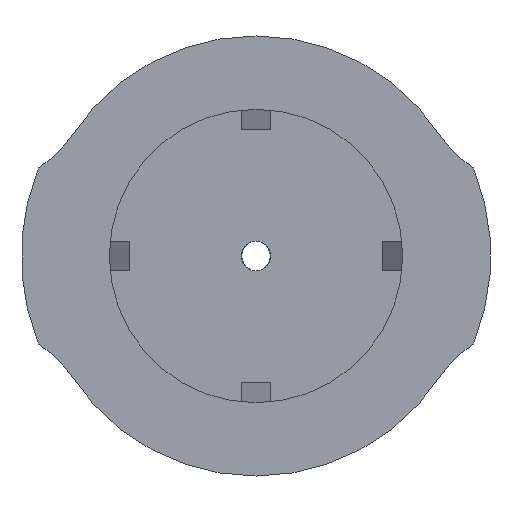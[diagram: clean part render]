
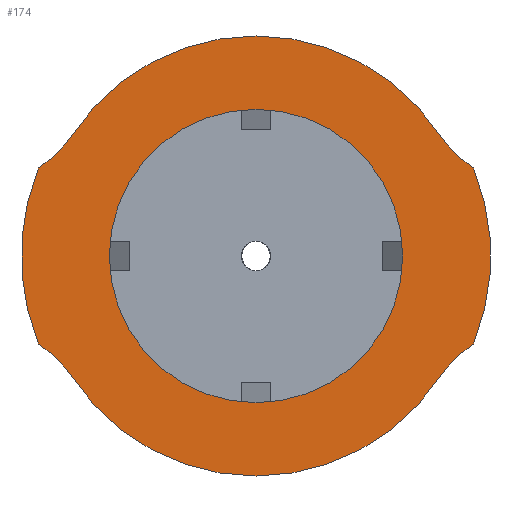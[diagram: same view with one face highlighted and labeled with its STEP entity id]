
A CAD part, front view. The second image highlights one B-rep face of the part: STEP entity #174.
In plain terms, the highlighted planar face has unit normal (0, -1, 0).
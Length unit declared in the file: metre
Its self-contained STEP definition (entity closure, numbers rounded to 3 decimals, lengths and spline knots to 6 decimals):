
#174 = ADVANCED_FACE( '', ( #391, #392 ), #393, .T. );
#391 = FACE_OUTER_BOUND( '', #651, .T. );
#392 = FACE_BOUND( '', #652, .T. );
#393 = PLANE( '', #653 );
#651 = EDGE_LOOP( '', ( #1095, #1096, #1097, #1098, #1099, #1100, #1101, #1102 ) );
#652 = EDGE_LOOP( '', ( #1103 ) );
#653 = AXIS2_PLACEMENT_3D( '', #1104, #1105, #1106 );
#1095 = ORIENTED_EDGE( '', *, *, #1598, .T. );
#1096 = ORIENTED_EDGE( '', *, *, #1666, .T. );
#1097 = ORIENTED_EDGE( '', *, *, #1667, .T. );
#1098 = ORIENTED_EDGE( '', *, *, #1600, .T. );
#1099 = ORIENTED_EDGE( '', *, *, #1668, .T. );
#1100 = ORIENTED_EDGE( '', *, *, #1669, .T. );
#1101 = ORIENTED_EDGE( '', *, *, #1670, .T. );
#1102 = ORIENTED_EDGE( '', *, *, #1574, .T. );
#1103 = ORIENTED_EDGE( '', *, *, #1671, .F. );
#1104 = CARTESIAN_POINT( '', ( 0., -0.005, -0.000384 ) );
#1105 = DIRECTION( '', ( 0., -1., 0. ) );
#1106 = DIRECTION( '', ( 1., 0., 0. ) );
#1574 = EDGE_CURVE( '', #1899, #1900, #1901, .F. );
#1598 = EDGE_CURVE( '', #1900, #1938, #1940, .T. );
#1600 = EDGE_CURVE( '', #1942, #1943, #1944, .F. );
#1666 = EDGE_CURVE( '', #1938, #2043, #2044, .F. );
#1667 = EDGE_CURVE( '', #2043, #1942, #2045, .T. );
#1668 = EDGE_CURVE( '', #1943, #2046, #2047, .T. );
#1669 = EDGE_CURVE( '', #2046, #2048, #2049, .F. );
#1670 = EDGE_CURVE( '', #2048, #1899, #2050, .T. );
#1671 = EDGE_CURVE( '', #2051, #2051, #2052, .T. );
#1899 = VERTEX_POINT( '', #2358 );
#1900 = VERTEX_POINT( '', #2359 );
#1901 = CIRCLE( '', #2360, 0.002 );
#1938 = VERTEX_POINT( '', #2410 );
#1940 = CIRCLE( '', #2413, 0.004 );
#1942 = VERTEX_POINT( '', #2415 );
#1943 = VERTEX_POINT( '', #2416 );
#1944 = CIRCLE( '', #2417, 0.002 );
#2043 = VERTEX_POINT( '', #2571 );
#2044 = CIRCLE( '', #2572, 0.002 );
#2045 = CIRCLE( '', #2573, 0.00375 );
#2046 = VERTEX_POINT( '', #2574 );
#2047 = CIRCLE( '', #2575, 0.004 );
#2048 = VERTEX_POINT( '', #2576 );
#2049 = CIRCLE( '', #2577, 0.002 );
#2050 = CIRCLE( '', #2578, 0.00375 );
#2051 = VERTEX_POINT( '', #2579 );
#2052 = CIRCLE( '', #2580, 0.0025 );
#2358 = CARTESIAN_POINT( '', ( -0.003123, -0.005, 0.002076 ) );
#2359 = CARTESIAN_POINT( '', ( -0.003708, -0.005, 0.0015 ) );
#2360 = AXIS2_PLACEMENT_3D( '', #2839, #2840, #2841 );
#2410 = CARTESIAN_POINT( '', ( -0.003708, -0.005, -0.0015 ) );
#2413 = AXIS2_PLACEMENT_3D( '', #2868, #2869, #2870 );
#2415 = CARTESIAN_POINT( '', ( 0.003123, -0.005, -0.002076 ) );
#2416 = CARTESIAN_POINT( '', ( 0.003708, -0.005, -0.0015 ) );
#2417 = AXIS2_PLACEMENT_3D( '', #2871, #2872, #2873 );
#2571 = CARTESIAN_POINT( '', ( -0.003123, -0.005, -0.002076 ) );
#2572 = AXIS2_PLACEMENT_3D( '', #2962, #2963, #2964 );
#2573 = AXIS2_PLACEMENT_3D( '', #2965, #2966, #2967 );
#2574 = CARTESIAN_POINT( '', ( 0.003708, -0.005, 0.0015 ) );
#2575 = AXIS2_PLACEMENT_3D( '', #2968, #2969, #2970 );
#2576 = CARTESIAN_POINT( '', ( 0.003123, -0.005, 0.002076 ) );
#2577 = AXIS2_PLACEMENT_3D( '', #2971, #2972, #2973 );
#2578 = AXIS2_PLACEMENT_3D( '', #2974, #2975, #2976 );
#2579 = CARTESIAN_POINT( '', ( 0., -0.005, -0.0025 ) );
#2580 = AXIS2_PLACEMENT_3D( '', #2977, #2978, #2979 );
#2839 = CARTESIAN_POINT( '', ( -0.004789, -0.005, 0.003183 ) );
#2840 = DIRECTION( '', ( 0., -1., 0. ) );
#2841 = DIRECTION( '', ( 0., 0., -1. ) );
#2868 = CARTESIAN_POINT( '', ( 0., -0.005, 0. ) );
#2869 = DIRECTION( '', ( 0., -1., 0. ) );
#2870 = DIRECTION( '', ( 0., 0., -1. ) );
#2871 = CARTESIAN_POINT( '', ( 0.004789, -0.005, -0.003183 ) );
#2872 = DIRECTION( '', ( 0., -1., 0. ) );
#2873 = DIRECTION( '', ( 0., 0., -1. ) );
#2962 = CARTESIAN_POINT( '', ( -0.004789, -0.005, -0.003183 ) );
#2963 = DIRECTION( '', ( 0., -1., 0. ) );
#2964 = DIRECTION( '', ( 0., 0., -1. ) );
#2965 = CARTESIAN_POINT( '', ( 0., -0.005, 0. ) );
#2966 = DIRECTION( '', ( 0., -1., 0. ) );
#2967 = DIRECTION( '', ( 0., 0., -1. ) );
#2968 = CARTESIAN_POINT( '', ( 0., -0.005, 0. ) );
#2969 = DIRECTION( '', ( 0., -1., 0. ) );
#2970 = DIRECTION( '', ( 0., 0., -1. ) );
#2971 = CARTESIAN_POINT( '', ( 0.004789, -0.005, 0.003183 ) );
#2972 = DIRECTION( '', ( 0., -1., 0. ) );
#2973 = DIRECTION( '', ( 0., 0., -1. ) );
#2974 = CARTESIAN_POINT( '', ( 0., -0.005, 0. ) );
#2975 = DIRECTION( '', ( 0., -1., 0. ) );
#2976 = DIRECTION( '', ( 0., 0., -1. ) );
#2977 = CARTESIAN_POINT( '', ( 0., -0.005, 0. ) );
#2978 = DIRECTION( '', ( 0., -1., 0. ) );
#2979 = DIRECTION( '', ( 0., 0., -1. ) );
